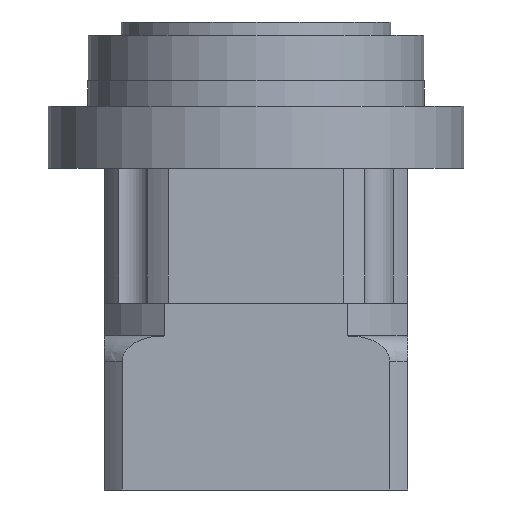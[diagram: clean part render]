
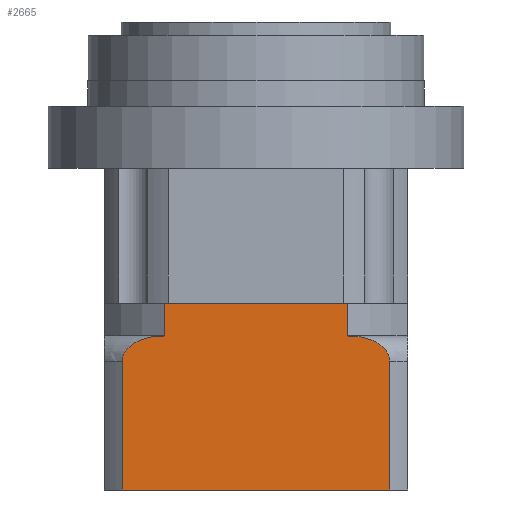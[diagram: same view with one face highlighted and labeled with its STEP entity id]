
A CAD part, front view. The second image highlights one B-rep face of the part: STEP entity #2665.
In plain terms, the highlighted planar face has unit normal (0, -1, 0).
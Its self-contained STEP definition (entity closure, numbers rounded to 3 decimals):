
#162 = CARTESIAN_POINT ( 'NONE',  ( 77.989, -90., -196.315 ) ) ;
#192 = CARTESIAN_POINT ( 'NONE',  ( 65.422, -90., -187.864 ) ) ;
#394 = LINE ( 'NONE', #7145, #4771 ) ;
#402 = CARTESIAN_POINT ( 'NONE',  ( -63.391, -90., -187.364 ) ) ;
#444 = CARTESIAN_POINT ( 'NONE',  ( -76.817, -90., -194.605 ) ) ;
#640 = VERTEX_POINT ( 'NONE', #3431 ) ;
#710 = CARTESIAN_POINT ( 'NONE',  ( 54.083, -90., -186.5 ) ) ;
#885 = VECTOR ( 'NONE', #3644, 1000. ) ;
#904 = VERTEX_POINT ( 'NONE', #9082 ) ;
#959 = VECTOR ( 'NONE', #8970, 1000. ) ;
#981 = CARTESIAN_POINT ( 'NONE',  ( 77.251, -90., -195.181 ) ) ;
#1019 = CARTESIAN_POINT ( 'NONE',  ( 63.447, -90., -187.393 ) ) ;
#1023 = DIRECTION ( 'NONE',  ( 0., -1., 0. ) ) ;
#1214 = CARTESIAN_POINT ( 'NONE',  ( -66.621, -90., -188.213 ) ) ;
#1246 = CARTESIAN_POINT ( 'NONE',  ( -77.425, -90., -195.431 ) ) ;
#1489 = CARTESIAN_POINT ( 'NONE',  ( 79.373, -90., -278. ) ) ;
#1558 = VERTEX_POINT ( 'NONE', #7207 ) ;
#1584 = LINE ( 'NONE', #9391, #10027 ) ;
#1742 = CARTESIAN_POINT ( 'NONE',  ( 79.373, -90., -200.815 ) ) ;
#1814 = CARTESIAN_POINT ( 'NONE',  ( 76.626, -90., -194.371 ) ) ;
#1854 = CARTESIAN_POINT ( 'NONE',  ( 59.471, -90., -186.69 ) ) ;
#2048 = CARTESIAN_POINT ( 'NONE',  ( -68.532, -90., -188.881 ) ) ;
#2082 = EDGE_CURVE ( 'NONE', #904, #5808, #394, .T. ) ;
#2090 = CARTESIAN_POINT ( 'NONE',  ( -78.294, -90., -196.891 ) ) ;
#2520 = EDGE_CURVE ( 'NONE', #5808, #640, #7697, .T. ) ;
#2655 = CARTESIAN_POINT ( 'NONE',  ( 74.49, -90., -192.212 ) ) ;
#2665 = ADVANCED_FACE ( 'NONE', ( #7813 ), #7635, .T. ) ;
#2688 = CARTESIAN_POINT ( 'NONE',  ( 54.083, -90., -186.5 ) ) ;
#2850 = CARTESIAN_POINT ( 'NONE',  ( -54.083, -90., -186.5 ) ) ;
#2880 = CARTESIAN_POINT ( 'NONE',  ( -71.027, -90., -189.975 ) ) ;
#2915 = CARTESIAN_POINT ( 'NONE',  ( -79.026, -90., -198.802 ) ) ;
#2942 = DIRECTION ( 'NONE',  ( 0., 0., -1. ) ) ;
#3087 = VERTEX_POINT ( 'NONE', #4760 ) ;
#3104 = LINE ( 'NONE', #10392, #6954 ) ;
#3134 = B_SPLINE_CURVE_WITH_KNOTS ( 'NONE', 3,
 ( #6708, #1742, #8302, #3447, #9135, #4269, #9973, #5080, #162, #5909, #981, #6747, #1814, #7550, #2655, #8342, #3483, #9166, #4311, #10017, #5113, #192, #5947, #1019, #6778, #1854, #7591, #2688 ),
 .UNSPECIFIED., .F., .F.,
 ( 4, 2, 2, 2, 2, 2, 2, 2, 2, 2, 2, 2, 2, 4 ),
 ( 0., 0.002, 0.003, 0.004, 0.006, 0.007, 0.008, 0.012, 0.014, 0.016, 0.02, 0.022, 0.024, 0.032 ),
 .UNSPECIFIED. ) ;
#3431 = CARTESIAN_POINT ( 'NONE',  ( -54.083, -90., -186.5 ) ) ;
#3447 = CARTESIAN_POINT ( 'NONE',  ( 79.099, -90., -199.153 ) ) ;
#3483 = CARTESIAN_POINT ( 'NONE',  ( 72.244, -90., -190.687 ) ) ;
#3570 = ORIENTED_EDGE ( 'NONE', *, *, #5066, .T. ) ;
#3644 = DIRECTION ( 'NONE',  ( 0., 0., 1. ) ) ;
#3716 = CARTESIAN_POINT ( 'NONE',  ( -73.896, -90., -191.795 ) ) ;
#3763 = CARTESIAN_POINT ( 'NONE',  ( -79.373, -90., -200.813 ) ) ;
#3898 = VERTEX_POINT ( 'NONE', #1489 ) ;
#4210 = EDGE_LOOP ( 'NONE', ( #7065, #3570, #6816, #8672, #4530, #6537, #8251, #6969 ) ) ;
#4269 = CARTESIAN_POINT ( 'NONE',  ( 78.815, -90., -198.18 ) ) ;
#4311 = CARTESIAN_POINT ( 'NONE',  ( 70.465, -90., -189.724 ) ) ;
#4530 = ORIENTED_EDGE ( 'NONE', *, *, #2520, .T. ) ;
#4541 = CARTESIAN_POINT ( 'NONE',  ( -75.452, -90., -193.105 ) ) ;
#4760 = CARTESIAN_POINT ( 'NONE',  ( -79.373, -90., -278. ) ) ;
#4771 = VECTOR ( 'NONE', #5785, 1000. ) ;
#4826 = AXIS2_PLACEMENT_3D ( 'NONE', #6780, #1023, #5950 ) ;
#5066 = EDGE_CURVE ( 'NONE', #1558, #8961, #3134, .T. ) ;
#5080 = CARTESIAN_POINT ( 'NONE',  ( 78.305, -90., -196.913 ) ) ;
#5113 = CARTESIAN_POINT ( 'NONE',  ( 67.367, -90., -188.433 ) ) ;
#5320 = CARTESIAN_POINT ( 'NONE',  ( -59.455, -90., -186.69 ) ) ;
#5356 = CARTESIAN_POINT ( 'NONE',  ( -76.602, -90., -194.343 ) ) ;
#5514 = DIRECTION ( 'NONE',  ( 0., 0., 1. ) ) ;
#5544 = VECTOR ( 'NONE', #2942, 1000. ) ;
#5725 = CARTESIAN_POINT ( 'NONE',  ( -79.373, -90., -201.5 ) ) ;
#5785 = DIRECTION ( 'NONE',  ( -1., 0., 0. ) ) ;
#5808 = VERTEX_POINT ( 'NONE', #6983 ) ;
#5909 = CARTESIAN_POINT ( 'NONE',  ( 77.444, -90., -195.459 ) ) ;
#5947 = CARTESIAN_POINT ( 'NONE',  ( 64.764, -90., -187.694 ) ) ;
#5950 = DIRECTION ( 'NONE',  ( 0., 0., -1. ) ) ;
#6136 = CARTESIAN_POINT ( 'NONE',  ( -64.692, -90., -187.655 ) ) ;
#6160 = DIRECTION ( 'NONE',  ( 0., 0., 1. ) ) ;
#6181 = CARTESIAN_POINT ( 'NONE',  ( -77.229, -90., -195.149 ) ) ;
#6537 = ORIENTED_EDGE ( 'NONE', *, *, #8718, .T. ) ;
#6561 = EDGE_CURVE ( 'NONE', #3087, #3898, #7274, .T. ) ;
#6708 = CARTESIAN_POINT ( 'NONE',  ( 79.373, -90., -201.5 ) ) ;
#6747 = CARTESIAN_POINT ( 'NONE',  ( 76.842, -90., -194.637 ) ) ;
#6778 = CARTESIAN_POINT ( 'NONE',  ( 62.786, -90., -187.262 ) ) ;
#6780 = CARTESIAN_POINT ( 'NONE',  ( 0., -90., -278. ) ) ;
#6816 = ORIENTED_EDGE ( 'NONE', *, *, #8801, .T. ) ;
#6954 = VECTOR ( 'NONE', #5514, 1000. ) ;
#6969 = ORIENTED_EDGE ( 'NONE', *, *, #6561, .T. ) ;
#6979 = CARTESIAN_POINT ( 'NONE',  ( -67.261, -90., -188.42 ) ) ;
#6983 = CARTESIAN_POINT ( 'NONE',  ( -54.083, -90., -167. ) ) ;
#7013 = CARTESIAN_POINT ( 'NONE',  ( -77.976, -90., -196.292 ) ) ;
#7065 = ORIENTED_EDGE ( 'NONE', *, *, #7795, .T. ) ;
#7145 = CARTESIAN_POINT ( 'NONE',  ( 0., -90., -167. ) ) ;
#7207 = CARTESIAN_POINT ( 'NONE',  ( 79.373, -90., -201.5 ) ) ;
#7274 = LINE ( 'NONE', #8104, #959 ) ;
#7447 = LINE ( 'NONE', #8502, #885 ) ;
#7550 = CARTESIAN_POINT ( 'NONE',  ( 75.508, -90., -193.093 ) ) ;
#7591 = CARTESIAN_POINT ( 'NONE',  ( 56.788, -90., -186.5 ) ) ;
#7635 = PLANE ( 'NONE',  #4826 ) ;
#7697 = LINE ( 'NONE', #8599, #5544 ) ;
#7778 = CARTESIAN_POINT ( 'NONE',  ( -69.166, -90., -189.136 ) ) ;
#7795 = EDGE_CURVE ( 'NONE', #3898, #1558, #1584, .T. ) ;
#7811 = CARTESIAN_POINT ( 'NONE',  ( -78.818, -90., -198.142 ) ) ;
#7813 = FACE_OUTER_BOUND ( 'NONE', #4210, .T. ) ;
#8104 = CARTESIAN_POINT ( 'NONE',  ( 0., -90., -278. ) ) ;
#8251 = ORIENTED_EDGE ( 'NONE', *, *, #9179, .F. ) ;
#8302 = CARTESIAN_POINT ( 'NONE',  ( 79.302, -90., -200.143 ) ) ;
#8342 = CARTESIAN_POINT ( 'NONE',  ( 72.824, -90., -191.048 ) ) ;
#8502 = CARTESIAN_POINT ( 'NONE',  ( -79.373, -90., -278. ) ) ;
#8574 = CARTESIAN_POINT ( 'NONE',  ( -72.216, -90., -190.628 ) ) ;
#8599 = CARTESIAN_POINT ( 'NONE',  ( -54.083, -90., 0. ) ) ;
#8610 = CARTESIAN_POINT ( 'NONE',  ( -79.302, -90., -200.136 ) ) ;
#8672 = ORIENTED_EDGE ( 'NONE', *, *, #2082, .T. ) ;
#8718 = EDGE_CURVE ( 'NONE', #640, #9817, #9835, .T. ) ;
#8801 = EDGE_CURVE ( 'NONE', #8961, #904, #3104, .T. ) ;
#8961 = VERTEX_POINT ( 'NONE', #710 ) ;
#8970 = DIRECTION ( 'NONE',  ( 1., 0., 0. ) ) ;
#9082 = CARTESIAN_POINT ( 'NONE',  ( 54.083, -90., -167. ) ) ;
#9135 = CARTESIAN_POINT ( 'NONE',  ( 79.015, -90., -198.827 ) ) ;
#9166 = CARTESIAN_POINT ( 'NONE',  ( 71.066, -90., -190.026 ) ) ;
#9179 = EDGE_CURVE ( 'NONE', #3087, #9817, #7447, .T. ) ;
#9374 = CARTESIAN_POINT ( 'NONE',  ( -56.786, -90., -186.5 ) ) ;
#9391 = CARTESIAN_POINT ( 'NONE',  ( 79.373, -90., -278. ) ) ;
#9408 = CARTESIAN_POINT ( 'NONE',  ( -74.435, -90., -192.213 ) ) ;
#9436 = CARTESIAN_POINT ( 'NONE',  ( -79.373, -90., -201.5 ) ) ;
#9817 = VERTEX_POINT ( 'NONE', #5725 ) ;
#9835 = B_SPLINE_CURVE_WITH_KNOTS ( 'NONE', 3,
 ( #2850, #9374, #5320, #402, #6136, #1214, #6979, #2048, #7778, #2880, #8574, #3716, #9408, #4541, #10251, #5356, #444, #6181, #1246, #7013, #2090, #7811, #2915, #8610, #3763, #9436 ),
 .UNSPECIFIED., .F., .F.,
 ( 4, 2, 2, 2, 2, 2, 2, 2, 2, 2, 2, 2, 4 ),
 ( 0., 0.008, 0.012, 0.014, 0.016, 0.02, 0.022, 0.024, 0.025, 0.026, 0.028, 0.03, 0.032 ),
 .UNSPECIFIED. ) ;
#9973 = CARTESIAN_POINT ( 'NONE',  ( 78.698, -90., -197.858 ) ) ;
#10017 = CARTESIAN_POINT ( 'NONE',  ( 68.631, -90., -188.891 ) ) ;
#10027 = VECTOR ( 'NONE', #6160, 1000. ) ;
#10251 = CARTESIAN_POINT ( 'NONE',  ( -75.932, -90., -193.58 ) ) ;
#10392 = CARTESIAN_POINT ( 'NONE',  ( 54.083, -90., 0. ) ) ;
